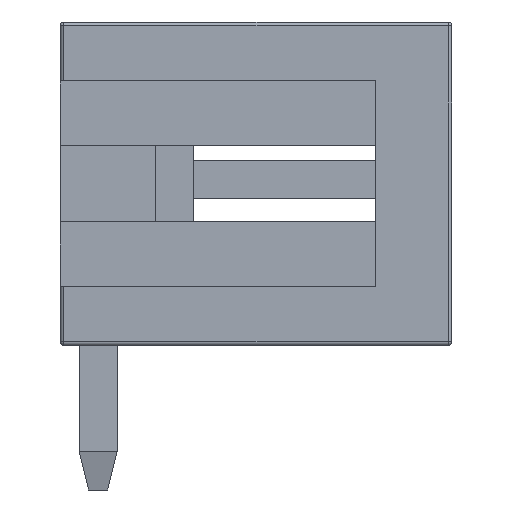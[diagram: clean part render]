
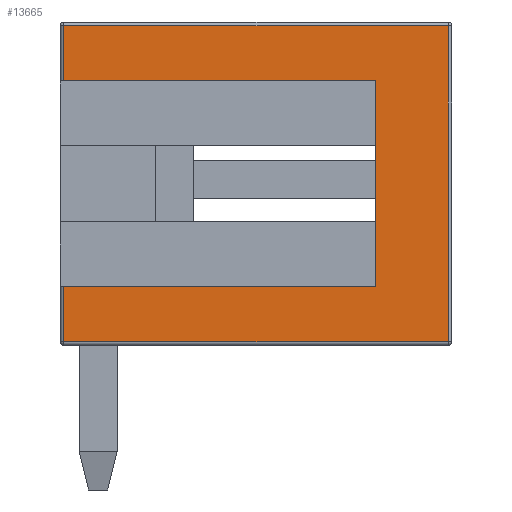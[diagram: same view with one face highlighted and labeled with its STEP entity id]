
A CAD part, left-side view. The second image highlights one B-rep face of the part: STEP entity #13665.
In plain terms, the highlighted planar face has unit normal (-1, 0, 0).
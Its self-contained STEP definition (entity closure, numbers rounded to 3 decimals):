
#6452 = VERTEX_POINT('',#6453);
#6453 = CARTESIAN_POINT('',(-2.8,0.9,0.1));
#6460 = EDGE_CURVE('',#6452,#6461,#6463,.T.);
#6461 = VERTEX_POINT('',#6462);
#6462 = CARTESIAN_POINT('',(-2.8,-9.2,0.1));
#6463 = LINE('',#6464,#6465);
#6464 = CARTESIAN_POINT('',(-2.8,1.,0.1));
#6465 = VECTOR('',#6466,1.);
#6466 = DIRECTION('',(0.,-1.,0.));
#13665 = ADVANCED_FACE('',(#13666),#13723,.F.);
#13666 = FACE_BOUND('',#13667,.F.);
#13667 = EDGE_LOOP('',(#13668,#13669,#13677,#13685,#13693,#13701,#13709,
#13717));
#13668 = ORIENTED_EDGE('',*,*,#6460,.F.);
#13669 = ORIENTED_EDGE('',*,*,#13670,.F.);
#13670 = EDGE_CURVE('',#13671,#6452,#13673,.T.);
#13671 = VERTEX_POINT('',#13672);
#13672 = CARTESIAN_POINT('',(-2.8,0.9,1.55));
#13673 = LINE('',#13674,#13675);
#13674 = CARTESIAN_POINT('',(-2.8,0.9,8.5));
#13675 = VECTOR('',#13676,1.);
#13676 = DIRECTION('',(0.,0.,-1.));
#13677 = ORIENTED_EDGE('',*,*,#13678,.F.);
#13678 = EDGE_CURVE('',#13679,#13671,#13681,.T.);
#13679 = VERTEX_POINT('',#13680);
#13680 = CARTESIAN_POINT('',(-2.8,-7.3,1.55));
#13681 = LINE('',#13682,#13683);
#13682 = CARTESIAN_POINT('',(-2.8,-3.15,1.55));
#13683 = VECTOR('',#13684,1.);
#13684 = DIRECTION('',(0.,1.,0.));
#13685 = ORIENTED_EDGE('',*,*,#13686,.F.);
#13686 = EDGE_CURVE('',#13687,#13679,#13689,.T.);
#13687 = VERTEX_POINT('',#13688);
#13688 = CARTESIAN_POINT('',(-2.8,-7.3,6.95));
#13689 = LINE('',#13690,#13691);
#13690 = CARTESIAN_POINT('',(-2.8,-7.3,6.375));
#13691 = VECTOR('',#13692,1.);
#13692 = DIRECTION('',(0.,0.,-1.));
#13693 = ORIENTED_EDGE('',*,*,#13694,.F.);
#13694 = EDGE_CURVE('',#13695,#13687,#13697,.T.);
#13695 = VERTEX_POINT('',#13696);
#13696 = CARTESIAN_POINT('',(-2.8,0.9,6.95));
#13697 = LINE('',#13698,#13699);
#13698 = CARTESIAN_POINT('',(-2.8,5.15,6.95));
#13699 = VECTOR('',#13700,1.);
#13700 = DIRECTION('',(0.,-1.,0.));
#13701 = ORIENTED_EDGE('',*,*,#13702,.F.);
#13702 = EDGE_CURVE('',#13703,#13695,#13705,.T.);
#13703 = VERTEX_POINT('',#13704);
#13704 = CARTESIAN_POINT('',(-2.8,0.9,8.4));
#13705 = LINE('',#13706,#13707);
#13706 = CARTESIAN_POINT('',(-2.8,0.9,8.5));
#13707 = VECTOR('',#13708,1.);
#13708 = DIRECTION('',(0.,0.,-1.));
#13709 = ORIENTED_EDGE('',*,*,#13710,.T.);
#13710 = EDGE_CURVE('',#13703,#13711,#13713,.T.);
#13711 = VERTEX_POINT('',#13712);
#13712 = CARTESIAN_POINT('',(-2.8,-9.2,8.4));
#13713 = LINE('',#13714,#13715);
#13714 = CARTESIAN_POINT('',(-2.8,1.,8.4));
#13715 = VECTOR('',#13716,1.);
#13716 = DIRECTION('',(0.,-1.,0.));
#13717 = ORIENTED_EDGE('',*,*,#13718,.T.);
#13718 = EDGE_CURVE('',#13711,#6461,#13719,.T.);
#13719 = LINE('',#13720,#13721);
#13720 = CARTESIAN_POINT('',(-2.8,-9.2,8.5));
#13721 = VECTOR('',#13722,1.);
#13722 = DIRECTION('',(0.,0.,-1.));
#13723 = PLANE('',#13724);
#13724 = AXIS2_PLACEMENT_3D('',#13725,#13726,#13727);
#13725 = CARTESIAN_POINT('',(-2.8,1.,8.5));
#13726 = DIRECTION('',(1.,0.,0.));
#13727 = DIRECTION('',(0.,0.,-1.));
